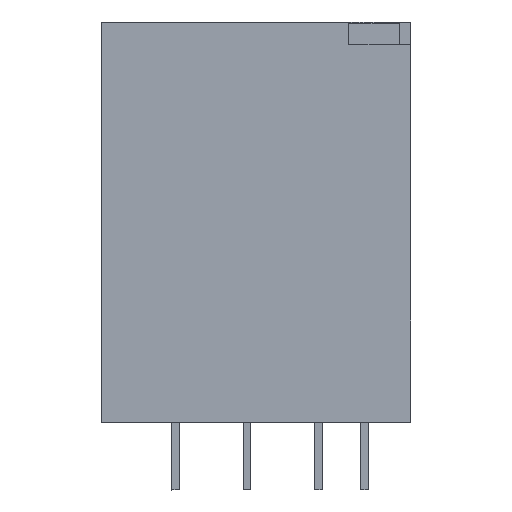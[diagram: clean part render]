
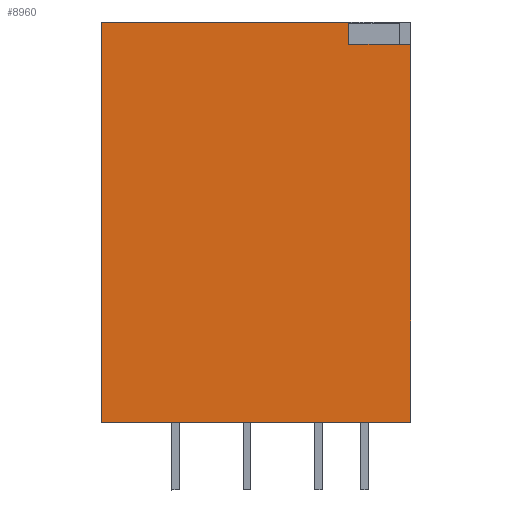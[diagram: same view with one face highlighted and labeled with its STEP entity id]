
A CAD part, top view. The second image highlights one B-rep face of the part: STEP entity #8960.
In plain terms, the highlighted planar face has unit normal (0, 0, 1).
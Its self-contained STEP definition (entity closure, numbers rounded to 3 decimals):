
#4860=CARTESIAN_POINT('',(0.,0.,10.6));
#4870=VERTEX_POINT('',#4860);
#4920=CARTESIAN_POINT('',(27.5,0.,
10.6));
#4930=DIRECTION('',(-1.,0.,0.));
#4940=VECTOR('',#4930,1.);
#4950=LINE('',#4920,#4940);
#4960=CARTESIAN_POINT('',(27.5,0.,
10.6));
#4970=VERTEX_POINT('',#4960);
#4980=EDGE_CURVE('',#4970,#4870,#4950,.T.);
#6150=CARTESIAN_POINT('',(22.,35.6,
10.6));
#6160=VERTEX_POINT('',#6150);
#6190=CARTESIAN_POINT('',(27.5,35.6,
10.6));
#6200=DIRECTION('',(-1.,0.,0.));
#6210=VECTOR('',#6200,1.);
#6220=LINE('',#6190,#6210);
#6230=CARTESIAN_POINT('',(0.,35.6,10.6));
#6240=VERTEX_POINT('',#6230);
#6250=EDGE_CURVE('',#6160,#6240,#6220,.T.);
#7070=CARTESIAN_POINT('',(22.,33.6,
10.6));
#7080=VERTEX_POINT('',#7070);
#7110=CARTESIAN_POINT('',(22.,0.,
10.6));
#7120=DIRECTION('',(0.,1.,0.));
#7130=VECTOR('',#7120,1.);
#7140=LINE('',#7110,#7130);
#7150=EDGE_CURVE('',#7080,#6160,#7140,.T.);
#8000=CARTESIAN_POINT('',(27.5,33.6,
10.6));
#8010=VERTEX_POINT('',#8000);
#8040=CARTESIAN_POINT('',(1.626,33.6,
10.6));
#8050=DIRECTION('',(-1.,0.,0.));
#8060=VECTOR('',#8050,1.);
#8070=LINE('',#8040,#8060);
#8080=EDGE_CURVE('',#8010,#7080,#8070,.T.);
#8610=CARTESIAN_POINT('',(0.,0.,10.6));
#8620=DIRECTION('',(0.,1.,0.));
#8630=VECTOR('',#8620,1.);
#8640=LINE('',#8610,#8630);
#8650=EDGE_CURVE('',#4870,#6240,#8640,.T.);
#8780=CARTESIAN_POINT('',(27.5,0.,
10.6));
#8790=DIRECTION('',(0.,0.,1.));
#8800=DIRECTION('',(-1.,0.,0.));
#8810=AXIS2_PLACEMENT_3D('',#8780,#8790,#8800);
#8820=PLANE('',#8810);
#8830=ORIENTED_EDGE('',*,*,#8650,.F.);
#8840=ORIENTED_EDGE('',*,*,#6250,.T.);
#8850=ORIENTED_EDGE('',*,*,#7150,.T.);
#8860=ORIENTED_EDGE('',*,*,#8080,.T.);
#8870=CARTESIAN_POINT('',(27.5,0.,
10.6));
#8880=DIRECTION('',(0.,1.,0.));
#8890=VECTOR('',#8880,1.);
#8900=LINE('',#8870,#8890);
#8910=EDGE_CURVE('',#4970,#8010,#8900,.T.);
#8920=ORIENTED_EDGE('',*,*,#8910,.T.);
#8930=ORIENTED_EDGE('',*,*,#4980,.F.);
#8940=EDGE_LOOP('',(#8930,#8920,#8860,#8850,#8840,#8830));
#8950=FACE_OUTER_BOUND('',#8940,.T.);
#8960=ADVANCED_FACE('',(#8950),#8820,.T.);
